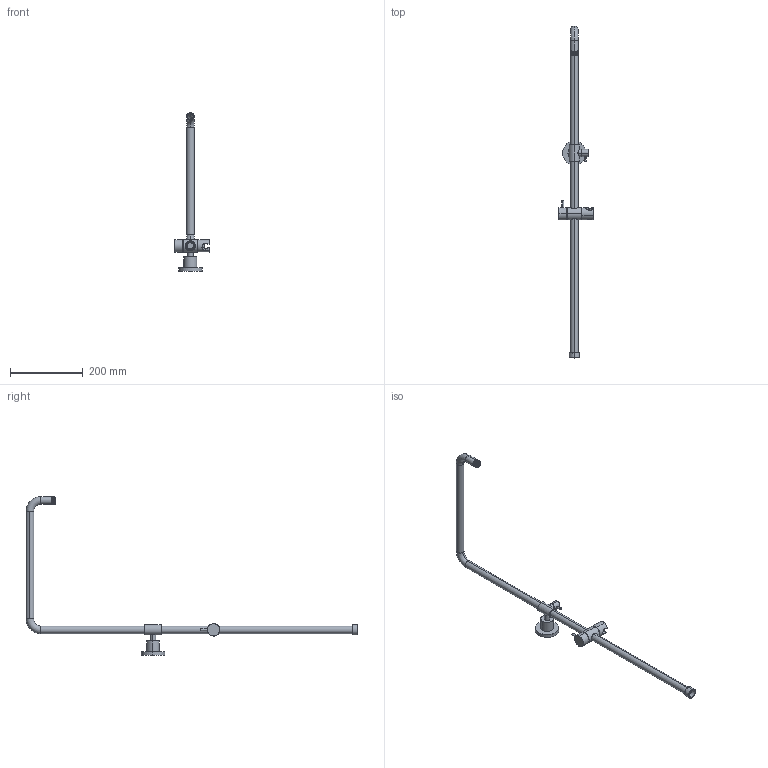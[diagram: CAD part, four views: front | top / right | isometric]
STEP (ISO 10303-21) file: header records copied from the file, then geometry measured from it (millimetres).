
FILE_DESCRIPTION (( 'STEP AP214' ), '1' );
FILE_NAME ('CORR01.STEP', '2019-10-16T12:51:23', ( '' ), ( '' ), 'SwSTEP 2.0', 'SolidWorks 2019', '' );
FILE_SCHEMA (( 'AUTOMOTIVE_DESIGN' ));
Length unit declared in the file: millimetre
Products named in the file (4): CORR01; 190611_S1005 slider_v1_right; 190611_S1005 slider_v1_Left
Assembly tree (3 placements, depth 2):
  CORR01
    CORR01
    190611_S1005 slider_v1_right
    190611_S1005 slider_v1_Left
Bounding box: 95 x 910.5 x 435.5 mm (x, y, z)
Volume: 317395.3 mm3; surface area: 186404.4 mm2
Topology: 3 solids, 3 shells, 169 faces, 382 edges, 229 vertices
Faces by surface type: cylinder 73, torus 45, plane 29, bspline 11, sphere 8, cone 3
Entity records: 7772 total; most frequent: CARTESIAN_POINT 3966, DIRECTION 839, ORIENTED_EDGE 732, AXIS2_PLACEMENT_3D 379, EDGE_CURVE 366, VERTEX_POINT 221, CIRCLE 215, EDGE_LOOP 189
